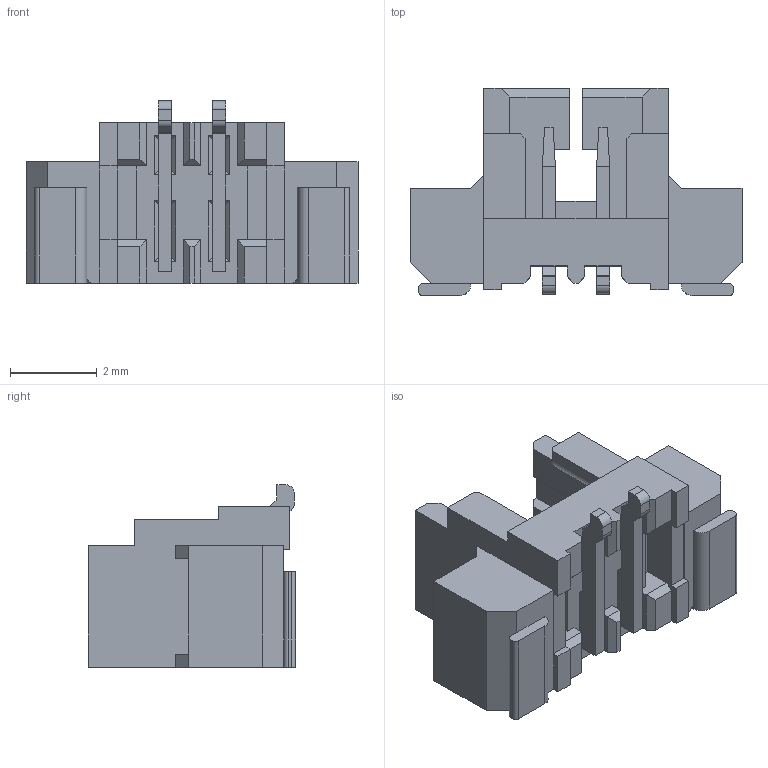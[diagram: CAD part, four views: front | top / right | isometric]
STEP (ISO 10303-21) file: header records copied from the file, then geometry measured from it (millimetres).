
FILE_DESCRIPTION(/* description */ (' '),/* implementation_level */ '2;1');
FILE_NAME(/* name */ '5630-02-3-xx-xx.stp',/* time_stamp */ '2025-07-17T15:37:04+02:00',/* author */ ('andreas.larin'),/* organization */ (''),/* preprocessor_version */ 'ST-DEVELOPER v20',/* originating_system */ 'Autodesk Inventor 2025',/* authorisation */ '');
FILE_SCHEMA (('AUTOMOTIVE_DESIGN { 1 0 10303 214 3 1 1 }'));
Length unit declared in the file: millimetre
Products named in the file (1): 5630-02-3-xx-xx
Bounding box: 7.65 x 4.77 x 4.2 mm (x, y, z)
Volume: 52.8 mm3; surface area: 197.4 mm2
Topology: 1 solids, 1 shells, 264 faces, 743 edges, 479 vertices
Faces by surface type: plane 236, cylinder 24, cone 2, bspline 2
Entity records: 8752 total; most frequent: CARTESIAN_POINT 1857, ORIENTED_EDGE 1486, DIRECTION 1328, EDGE_CURVE 743, LINE 678, VECTOR 678, VERTEX_POINT 479, AXIS2_PLACEMENT_3D 325
